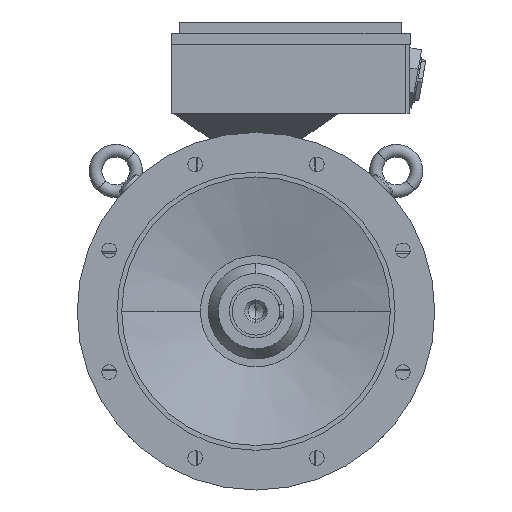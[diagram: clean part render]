
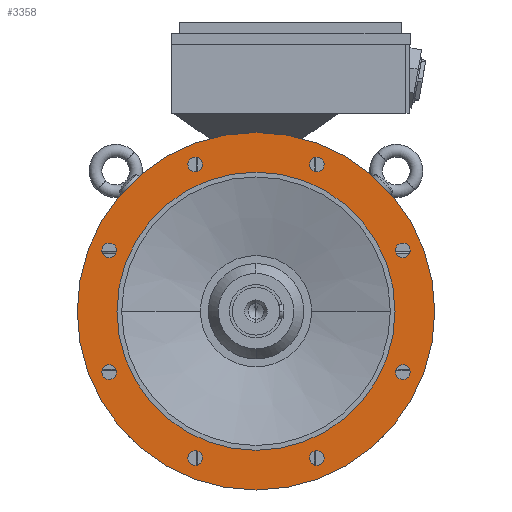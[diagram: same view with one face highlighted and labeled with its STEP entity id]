
A CAD part, left-side view. The second image highlights one B-rep face of the part: STEP entity #3358.
In plain terms, the highlighted planar face has unit normal (-1, 0, 0).
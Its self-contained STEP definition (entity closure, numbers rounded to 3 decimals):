
#3358=ADVANCED_FACE('',(#6795,#6796,#6797,#6798,#6799,#6800,#6801,#6802,#6803,#6804),#6805,.T.);
#6795=FACE_BOUND('',#10255,.T.);
#6796=FACE_BOUND('',#10256,.T.);
#6797=FACE_BOUND('',#10257,.T.);
#6798=FACE_BOUND('',#10258,.T.);
#6799=FACE_BOUND('',#10259,.T.);
#6800=FACE_BOUND('',#10260,.T.);
#6801=FACE_BOUND('',#10261,.T.);
#6802=FACE_BOUND('',#10262,.T.);
#6803=FACE_OUTER_BOUND('',#10263,.T.);
#6804=FACE_BOUND('',#10264,.T.);
#6805=PLANE('',#10265);
#10255=EDGE_LOOP('',(#20753,#20754));
#10256=EDGE_LOOP('',(#20755,#20756));
#10257=EDGE_LOOP('',(#20757,#20758));
#10258=EDGE_LOOP('',(#20759,#20760));
#10259=EDGE_LOOP('',(#20761,#20762));
#10260=EDGE_LOOP('',(#20763,#20764));
#10261=EDGE_LOOP('',(#20765,#20766));
#10262=EDGE_LOOP('',(#20767,#20768));
#10263=EDGE_LOOP('',(#20769,#20770));
#10264=EDGE_LOOP('',(#20771,#20772));
#10265=AXIS2_PLACEMENT_3D('',#20773,#20774,#20775);
#20753=ORIENTED_EDGE('',*,*,#24904,.T.);
#20754=ORIENTED_EDGE('',*,*,#21053,.T.);
#20755=ORIENTED_EDGE('',*,*,#24907,.T.);
#20756=ORIENTED_EDGE('',*,*,#21048,.T.);
#20757=ORIENTED_EDGE('',*,*,#24910,.T.);
#20758=ORIENTED_EDGE('',*,*,#21043,.T.);
#20759=ORIENTED_EDGE('',*,*,#24913,.T.);
#20760=ORIENTED_EDGE('',*,*,#21038,.T.);
#20761=ORIENTED_EDGE('',*,*,#24916,.T.);
#20762=ORIENTED_EDGE('',*,*,#21033,.T.);
#20763=ORIENTED_EDGE('',*,*,#24919,.T.);
#20764=ORIENTED_EDGE('',*,*,#21028,.T.);
#20765=ORIENTED_EDGE('',*,*,#24922,.T.);
#20766=ORIENTED_EDGE('',*,*,#21023,.T.);
#20767=ORIENTED_EDGE('',*,*,#24925,.T.);
#20768=ORIENTED_EDGE('',*,*,#21018,.T.);
#20769=ORIENTED_EDGE('',*,*,#20982,.F.);
#20770=ORIENTED_EDGE('',*,*,#24965,.F.);
#20771=ORIENTED_EDGE('',*,*,#20989,.T.);
#20772=ORIENTED_EDGE('',*,*,#24963,.T.);
#20773=CARTESIAN_POINT('',(-88.0,200.0,0.0));
#20774=DIRECTION('',(-1.0,0.0,0.0));
#20775=DIRECTION('',(0.0,-1.0,0.0));
#20982=EDGE_CURVE('',#25221,#25224,#25225,.T.);
#20989=EDGE_CURVE('',#25231,#25235,#25237,.T.);
#21018=EDGE_CURVE('',#25286,#25283,#25287,.T.);
#21023=EDGE_CURVE('',#25295,#25292,#25296,.T.);
#21028=EDGE_CURVE('',#25304,#25301,#25305,.T.);
#21033=EDGE_CURVE('',#25313,#25310,#25314,.T.);
#21038=EDGE_CURVE('',#25322,#25319,#25323,.T.);
#21043=EDGE_CURVE('',#25331,#25328,#25332,.T.);
#21048=EDGE_CURVE('',#25340,#25337,#25341,.T.);
#21053=EDGE_CURVE('',#25349,#25346,#25350,.T.);
#24904=EDGE_CURVE('',#25346,#25349,#31078,.T.);
#24907=EDGE_CURVE('',#25337,#25340,#31081,.T.);
#24910=EDGE_CURVE('',#25328,#25331,#31084,.T.);
#24913=EDGE_CURVE('',#25319,#25322,#31087,.T.);
#24916=EDGE_CURVE('',#25310,#25313,#31090,.T.);
#24919=EDGE_CURVE('',#25301,#25304,#31093,.T.);
#24922=EDGE_CURVE('',#25292,#25295,#31096,.T.);
#24925=EDGE_CURVE('',#25283,#25286,#31099,.T.);
#24963=EDGE_CURVE('',#25235,#25231,#31137,.T.);
#24965=EDGE_CURVE('',#25224,#25221,#31139,.T.);
#25221=VERTEX_POINT('',#31633);
#25224=VERTEX_POINT('',#31637);
#25225=CIRCLE('',#31638,225.0);
#25231=VERTEX_POINT('',#31645);
#25235=VERTEX_POINT('',#31650);
#25237=CIRCLE('',#31653,175.0);
#25283=VERTEX_POINT('',#31707);
#25286=VERTEX_POINT('',#31711);
#25287=CIRCLE('',#31712,9.25);
#25292=VERTEX_POINT('',#31718);
#25295=VERTEX_POINT('',#31722);
#25296=CIRCLE('',#31723,9.25);
#25301=VERTEX_POINT('',#31729);
#25304=VERTEX_POINT('',#31733);
#25305=CIRCLE('',#31734,9.25);
#25310=VERTEX_POINT('',#31740);
#25313=VERTEX_POINT('',#31744);
#25314=CIRCLE('',#31745,9.25);
#25319=VERTEX_POINT('',#31751);
#25322=VERTEX_POINT('',#31755);
#25323=CIRCLE('',#31756,9.25);
#25328=VERTEX_POINT('',#31762);
#25331=VERTEX_POINT('',#31766);
#25332=CIRCLE('',#31767,9.25);
#25337=VERTEX_POINT('',#31773);
#25340=VERTEX_POINT('',#31777);
#25341=CIRCLE('',#31778,9.25);
#25346=VERTEX_POINT('',#31784);
#25349=VERTEX_POINT('',#31788);
#25350=CIRCLE('',#31789,9.25);
#31078=CIRCLE('',#51217,9.25);
#31081=CIRCLE('',#51220,9.25);
#31084=CIRCLE('',#51223,9.25);
#31087=CIRCLE('',#51226,9.25);
#31090=CIRCLE('',#51229,9.25);
#31093=CIRCLE('',#51232,9.25);
#31096=CIRCLE('',#51235,9.25);
#31099=CIRCLE('',#51238,9.25);
#31137=CIRCLE('',#51284,175.0);
#31139=CIRCLE('',#51286,225.0);
#31633=CARTESIAN_POINT('',(-88.0,225.0,0.0));
#31637=CARTESIAN_POINT('',(-88.0,-225.0,0.));
#31638=AXIS2_PLACEMENT_3D('',#51436,#51437,#51438);
#31645=CARTESIAN_POINT('',(-88.0,175.0,0.0));
#31650=CARTESIAN_POINT('',(-88.0,-175.0,0.));
#31653=AXIS2_PLACEMENT_3D('',#51448,#51449,#51450);
#31707=CARTESIAN_POINT('',(-88.0,-80.077,193.322));
#31711=CARTESIAN_POINT('',(-88.0,-72.997,176.23));
#31712=AXIS2_PLACEMENT_3D('',#51499,#51500,#51501);
#31718=CARTESIAN_POINT('',(-88.0,80.077,193.322));
#31722=CARTESIAN_POINT('',(-88.0,72.997,176.23));
#31723=AXIS2_PLACEMENT_3D('',#51507,#51508,#51509);
#31729=CARTESIAN_POINT('',(-88.0,193.322,80.077));
#31733=CARTESIAN_POINT('',(-88.0,176.23,72.997));
#31734=AXIS2_PLACEMENT_3D('',#51515,#51516,#51517);
#31740=CARTESIAN_POINT('',(-88.0,193.322,-80.077));
#31744=CARTESIAN_POINT('',(-88.0,176.23,-72.997));
#31745=AXIS2_PLACEMENT_3D('',#51523,#51524,#51525);
#31751=CARTESIAN_POINT('',(-88.0,80.077,-193.322));
#31755=CARTESIAN_POINT('',(-88.0,72.997,-176.23));
#31756=AXIS2_PLACEMENT_3D('',#51531,#51532,#51533);
#31762=CARTESIAN_POINT('',(-88.0,-80.077,-193.322));
#31766=CARTESIAN_POINT('',(-88.0,-72.997,-176.23));
#31767=AXIS2_PLACEMENT_3D('',#51539,#51540,#51541);
#31773=CARTESIAN_POINT('',(-88.0,-193.322,-80.077));
#31777=CARTESIAN_POINT('',(-88.0,-176.23,-72.997));
#31778=AXIS2_PLACEMENT_3D('',#51547,#51548,#51549);
#31784=CARTESIAN_POINT('',(-88.0,-193.322,80.077));
#31788=CARTESIAN_POINT('',(-88.0,-176.23,72.997));
#31789=AXIS2_PLACEMENT_3D('',#51555,#51556,#51557);
#51217=AXIS2_PLACEMENT_3D('',#54846,#54847,#54848);
#51220=AXIS2_PLACEMENT_3D('',#54852,#54853,#54854);
#51223=AXIS2_PLACEMENT_3D('',#54858,#54859,#54860);
#51226=AXIS2_PLACEMENT_3D('',#54864,#54865,#54866);
#51229=AXIS2_PLACEMENT_3D('',#54870,#54871,#54872);
#51232=AXIS2_PLACEMENT_3D('',#54876,#54877,#54878);
#51235=AXIS2_PLACEMENT_3D('',#54882,#54883,#54884);
#51238=AXIS2_PLACEMENT_3D('',#54888,#54889,#54890);
#51284=AXIS2_PLACEMENT_3D('',#54923,#54924,#54925);
#51286=AXIS2_PLACEMENT_3D('',#54926,#54927,#54928);
#51436=CARTESIAN_POINT('',(-88.0,0.0,0.0));
#51437=DIRECTION('',(1.0,0.0,0.0));
#51438=DIRECTION('',(0.0,1.0,0.0));
#51448=CARTESIAN_POINT('',(-88.0,0.0,0.0));
#51449=DIRECTION('',(1.0,0.0,0.0));
#51450=DIRECTION('',(0.0,1.0,0.0));
#51499=CARTESIAN_POINT('',(-88.0,-76.537,184.776));
#51500=DIRECTION('',(1.0,0.0,-0.0));
#51501=DIRECTION('',(0.0,-0.383,0.924));
#51507=CARTESIAN_POINT('',(-88.0,76.537,184.776));
#51508=DIRECTION('',(1.0,0.0,-0.0));
#51509=DIRECTION('',(0.0,0.383,0.924));
#51515=CARTESIAN_POINT('',(-88.0,184.776,76.537));
#51516=DIRECTION('',(1.0,0.0,-0.0));
#51517=DIRECTION('',(0.0,0.924,0.383));
#51523=CARTESIAN_POINT('',(-88.0,184.776,-76.537));
#51524=DIRECTION('',(1.0,-0.0,0.0));
#51525=DIRECTION('',(0.0,0.924,-0.383));
#51531=CARTESIAN_POINT('',(-88.0,76.537,-184.776));
#51532=DIRECTION('',(1.0,-0.0,0.0));
#51533=DIRECTION('',(0.0,0.383,-0.924));
#51539=CARTESIAN_POINT('',(-88.0,-76.537,-184.776));
#51540=DIRECTION('',(1.0,0.0,0.0));
#51541=DIRECTION('',(0.0,-0.383,-0.924));
#51547=CARTESIAN_POINT('',(-88.0,-184.776,-76.537));
#51548=DIRECTION('',(1.0,0.0,0.0));
#51549=DIRECTION('',(0.0,-0.924,-0.383));
#51555=CARTESIAN_POINT('',(-88.0,-184.776,76.537));
#51556=DIRECTION('',(1.0,0.0,-0.0));
#51557=DIRECTION('',(0.0,-0.924,0.383));
#54846=CARTESIAN_POINT('',(-88.0,-184.776,76.537));
#54847=DIRECTION('',(1.0,0.0,-0.0));
#54848=DIRECTION('',(0.0,-0.924,0.383));
#54852=CARTESIAN_POINT('',(-88.0,-184.776,-76.537));
#54853=DIRECTION('',(1.0,0.0,0.0));
#54854=DIRECTION('',(0.0,-0.924,-0.383));
#54858=CARTESIAN_POINT('',(-88.0,-76.537,-184.776));
#54859=DIRECTION('',(1.0,0.0,0.0));
#54860=DIRECTION('',(0.0,-0.383,-0.924));
#54864=CARTESIAN_POINT('',(-88.0,76.537,-184.776));
#54865=DIRECTION('',(1.0,-0.0,0.0));
#54866=DIRECTION('',(0.0,0.383,-0.924));
#54870=CARTESIAN_POINT('',(-88.0,184.776,-76.537));
#54871=DIRECTION('',(1.0,-0.0,0.0));
#54872=DIRECTION('',(0.0,0.924,-0.383));
#54876=CARTESIAN_POINT('',(-88.0,184.776,76.537));
#54877=DIRECTION('',(1.0,0.0,-0.0));
#54878=DIRECTION('',(0.0,0.924,0.383));
#54882=CARTESIAN_POINT('',(-88.0,76.537,184.776));
#54883=DIRECTION('',(1.0,0.0,-0.0));
#54884=DIRECTION('',(0.0,0.383,0.924));
#54888=CARTESIAN_POINT('',(-88.0,-76.537,184.776));
#54889=DIRECTION('',(1.0,0.0,-0.0));
#54890=DIRECTION('',(0.0,-0.383,0.924));
#54923=CARTESIAN_POINT('',(-88.0,0.0,0.0));
#54924=DIRECTION('',(1.0,0.0,0.0));
#54925=DIRECTION('',(0.0,1.0,0.0));
#54926=CARTESIAN_POINT('',(-88.0,0.0,0.0));
#54927=DIRECTION('',(1.0,0.0,0.0));
#54928=DIRECTION('',(0.0,1.0,0.0));
